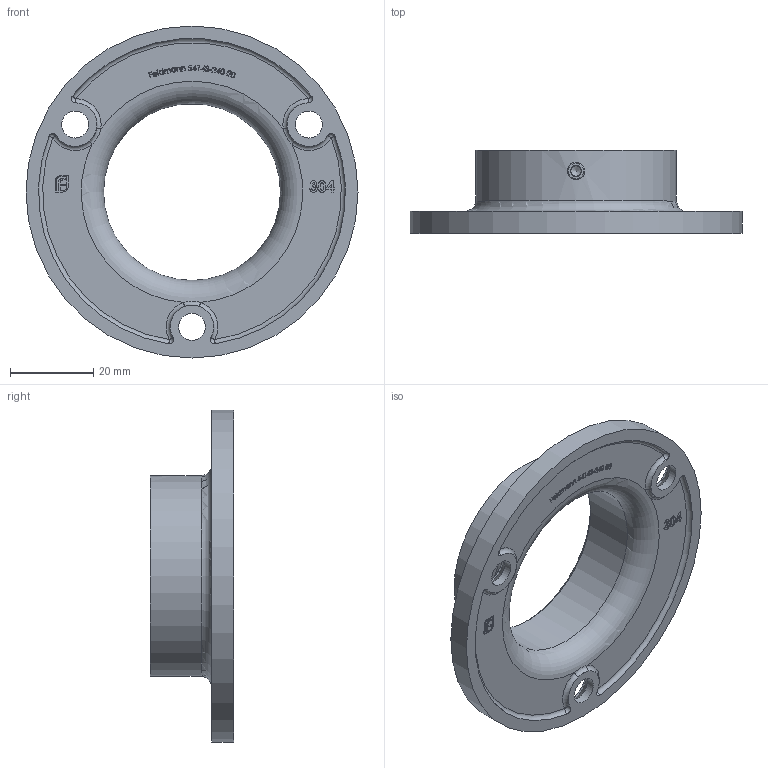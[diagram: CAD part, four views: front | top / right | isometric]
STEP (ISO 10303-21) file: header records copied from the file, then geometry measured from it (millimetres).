
FILE_DESCRIPTION (( 'STEP AP203' ), '1' );
FILE_NAME ('54143-240-20.STEP', '2021-07-20T11:20:56', ( '' ), ( '' ), 'SwSTEP 2.0', 'SolidWorks 2018', '' );
FILE_SCHEMA (( 'CONFIG_CONTROL_DESIGN' ));
Length unit declared in the file: millimetre
Products named in the file (6): DIN913; 541XX-240 Teil1_54143-240-20 Teil1; 541XX-240 Teil1; DIN913_DIN 913 M5x3; 54143-240-20
Assembly tree (3 placements, depth 2):
  541XX-240 Teil1
  54143-240-20
    DIN913
  54143-240-20
    541XX-240 Teil1_54143-240-20 Teil1
    DIN913_DIN 913 M5x3
Bounding box: 80 x 20 x 80 mm (x, y, z)
Volume: 20930 mm3; surface area: 13136 mm2
Topology: 2 solids, 2 shells, 405 faces, 1083 edges, 711 vertices
Faces by surface type: plane 221, bspline 146, cylinder 14, torus 11, cone 7, sphere 6
Full cylindrical faces by diameter (mm): 4.2 x1, 5 x1, 6.5 x3, 12 x3, 42.6 x1, 48.4 x1, 80 x1
Entity records: 21549 total; most frequent: CARTESIAN_POINT 11997, ORIENTED_EDGE 2090, DIRECTION 1364, EDGE_CURVE 1045, VERTEX_POINT 696, LINE 668, VECTOR 668, EDGE_LOOP 467
